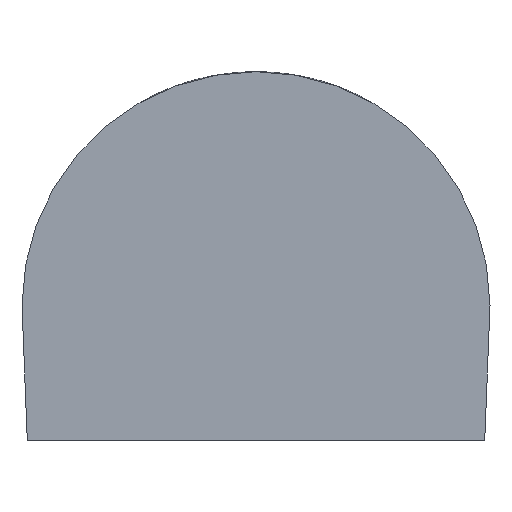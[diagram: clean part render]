
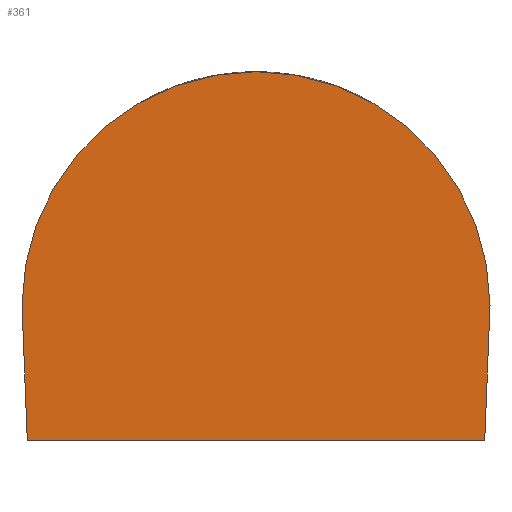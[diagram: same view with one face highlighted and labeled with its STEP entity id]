
A CAD part, front view. The second image highlights one B-rep face of the part: STEP entity #361.
In plain terms, the highlighted planar face has unit normal (0, -1, 0).
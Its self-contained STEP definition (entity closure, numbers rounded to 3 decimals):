
#24 = CIRCLE ( 'NONE', #320, 2.66 ) ;
#27 = ORIENTED_EDGE ( 'NONE', *, *, #423, .F. ) ;
#30 = LINE ( 'NONE', #527, #58 ) ;
#58 = VECTOR ( 'NONE', #654, 1000. ) ;
#70 = CARTESIAN_POINT ( 'NONE',  ( -2.6, -2.665, -1.53 ) ) ;
#78 = CARTESIAN_POINT ( 'NONE',  ( 0., -2.665, 0. ) ) ;
#114 = VERTEX_POINT ( 'NONE', #273 ) ;
#118 = DIRECTION ( 'NONE',  ( 0., 1., 0. ) ) ;
#130 = VECTOR ( 'NONE', #269, 1000. ) ;
#162 = CARTESIAN_POINT ( 'NONE',  ( 2.66, -2.665, 0. ) ) ;
#200 = ORIENTED_EDGE ( 'NONE', *, *, #453, .F. ) ;
#231 = VECTOR ( 'NONE', #563, 1000. ) ;
#269 = DIRECTION ( 'NONE',  ( -1., 0., 0. ) ) ;
#273 = CARTESIAN_POINT ( 'NONE',  ( 2.6, -2.665, -1.53 ) ) ;
#284 = CARTESIAN_POINT ( 'NONE',  ( -2.66, -2.665, 0. ) ) ;
#291 = EDGE_CURVE ( 'NONE', #390, #302, #30, .T. ) ;
#302 = VERTEX_POINT ( 'NONE', #284 ) ;
#320 = AXIS2_PLACEMENT_3D ( 'NONE', #78, #575, #673 ) ;
#344 = EDGE_CURVE ( 'NONE', #302, #774, #24, .T. ) ;
#361 = ADVANCED_FACE ( 'NONE', ( #568 ), #723, .F. ) ;
#368 = DIRECTION ( 'NONE',  ( 0., 0., 1. ) ) ;
#390 = VERTEX_POINT ( 'NONE', #505 ) ;
#396 = CARTESIAN_POINT ( 'NONE',  ( 2.6, -2.665, -1.53 ) ) ;
#423 = EDGE_CURVE ( 'NONE', #114, #390, #439, .T. ) ;
#439 = LINE ( 'NONE', #70, #130 ) ;
#453 = EDGE_CURVE ( 'NONE', #774, #114, #489, .T. ) ;
#459 = EDGE_LOOP ( 'NONE', ( #27, #200, #584, #528 ) ) ;
#489 = LINE ( 'NONE', #396, #231 ) ;
#505 = CARTESIAN_POINT ( 'NONE',  ( -2.6, -2.665, -1.53 ) ) ;
#527 = CARTESIAN_POINT ( 'NONE',  ( -2.66, -2.665, 0. ) ) ;
#528 = ORIENTED_EDGE ( 'NONE', *, *, #291, .F. ) ;
#563 = DIRECTION ( 'NONE',  ( -0.039, 0., -0.999 ) ) ;
#568 = FACE_OUTER_BOUND ( 'NONE', #459, .T. ) ;
#575 = DIRECTION ( 'NONE',  ( 0., 1., 0. ) ) ;
#580 = AXIS2_PLACEMENT_3D ( 'NONE', #659, #118, #368 ) ;
#584 = ORIENTED_EDGE ( 'NONE', *, *, #344, .F. ) ;
#654 = DIRECTION ( 'NONE',  ( -0.039, 0., 0.999 ) ) ;
#659 = CARTESIAN_POINT ( 'NONE',  ( 0., -2.665, 0. ) ) ;
#673 = DIRECTION ( 'NONE',  ( 0., 0., 1. ) ) ;
#723 = PLANE ( 'NONE',  #580 ) ;
#774 = VERTEX_POINT ( 'NONE', #162 ) ;
